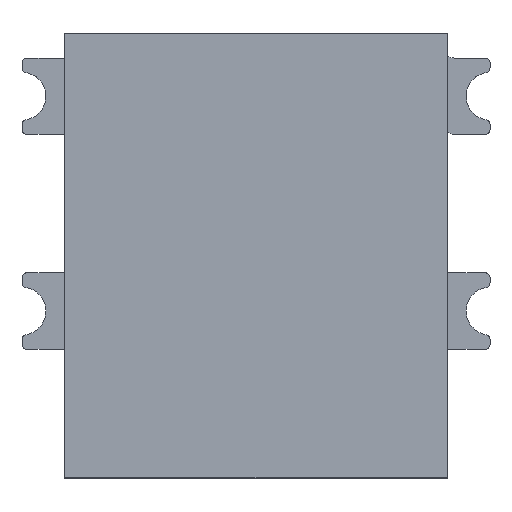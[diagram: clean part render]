
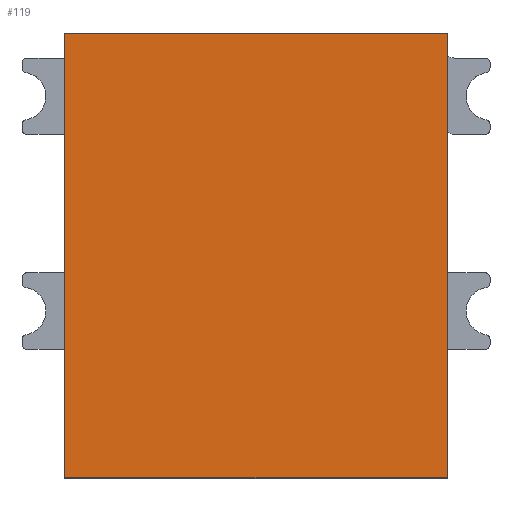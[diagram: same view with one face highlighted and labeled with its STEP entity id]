
A CAD part, top view. The second image highlights one B-rep face of the part: STEP entity #119.
In plain terms, the highlighted planar face has unit normal (0, 0, 1).
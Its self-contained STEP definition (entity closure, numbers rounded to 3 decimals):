
#119=ADVANCED_FACE('',(#399),#400,.T.);
#399=FACE_OUTER_BOUND('',#906,.T.);
#400=PLANE('',#907);
#906=EDGE_LOOP('',(#1603,#1604,#1605,#1606));
#907=AXIS2_PLACEMENT_3D('',#1607,#1608,#1609);
#1603=ORIENTED_EDGE('',*,*,#3488,.F.);
#1604=ORIENTED_EDGE('',*,*,#3561,.F.);
#1605=ORIENTED_EDGE('',*,*,#3533,.T.);
#1606=ORIENTED_EDGE('',*,*,#3562,.T.);
#1607=CARTESIAN_POINT('',(-4.0,-4.65,2.65));
#1608=DIRECTION('',(0.,0.0,1.0));
#1609=DIRECTION('',(1.0,-0.0,0.));
#3488=EDGE_CURVE('',#4207,#4209,#4210,.T.);
#3533=EDGE_CURVE('',#4289,#4286,#4290,.T.);
#3561=EDGE_CURVE('',#4289,#4207,#4335,.T.);
#3562=EDGE_CURVE('',#4286,#4209,#4336,.T.);
#4207=VERTEX_POINT('',#5343);
#4209=VERTEX_POINT('',#5346);
#4210=LINE('',#5347,#5348);
#4286=VERTEX_POINT('',#5463);
#4289=VERTEX_POINT('',#5467);
#4290=LINE('',#5468,#5469);
#4335=LINE('',#5539,#5540);
#4336=LINE('',#5541,#5542);
#5343=CARTESIAN_POINT('',(-4.0,4.65,2.65));
#5346=CARTESIAN_POINT('',(4.0,4.65,2.65));
#5347=CARTESIAN_POINT('',(-4.0,4.65,2.65));
#5348=VECTOR('',#6850,1000.0);
#5463=CARTESIAN_POINT('',(4.0,-4.65,2.65));
#5467=CARTESIAN_POINT('',(-4.0,-4.65,2.65));
#5468=CARTESIAN_POINT('',(-4.0,-4.65,2.65));
#5469=VECTOR('',#6903,1000.0);
#5539=CARTESIAN_POINT('',(-4.0,-4.65,2.65));
#5540=VECTOR('',#6935,1000.0);
#5541=CARTESIAN_POINT('',(4.0,-4.65,2.65));
#5542=VECTOR('',#6936,1000.0);
#6850=DIRECTION('',(1.0,0.0,0.));
#6903=DIRECTION('',(1.0,0.0,0.));
#6935=DIRECTION('',(0.0,1.0,0.0));
#6936=DIRECTION('',(0.0,1.0,0.0));
